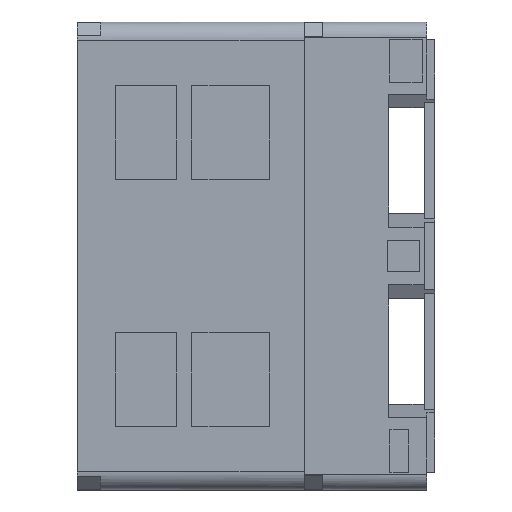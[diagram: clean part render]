
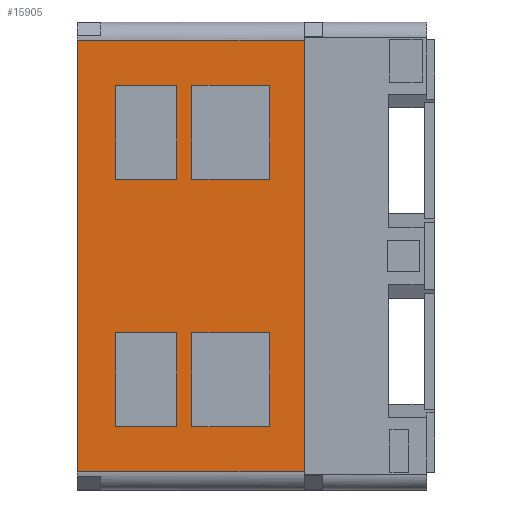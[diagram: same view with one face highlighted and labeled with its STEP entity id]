
A CAD part, left-side view. The second image highlights one B-rep face of the part: STEP entity #15905.
In plain terms, the highlighted face is planar.
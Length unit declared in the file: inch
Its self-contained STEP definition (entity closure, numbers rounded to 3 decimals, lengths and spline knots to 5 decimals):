
#14613=DIRECTION('',(0.,0.,-1.));
#14614=VECTOR('',#14613,41.);
#14615=CARTESIAN_POINT('',(0.,0.,20.5));
#14616=LINE('',#14615,#14614);
#14851=DIRECTION('',(0.,1.,0.));
#14852=VECTOR('',#14851,21.58);
#14853=CARTESIAN_POINT('',(0.,0.,-20.5));
#14854=LINE('',#14853,#14852);
#14918=DIRECTION('',(0.,0.,-1.));
#14919=VECTOR('',#14918,41.);
#14920=CARTESIAN_POINT('',(0.,21.58,20.5));
#14921=LINE('',#14920,#14919);
#14944=DIRECTION('',(0.,1.,0.));
#14945=VECTOR('',#14944,21.58);
#14946=CARTESIAN_POINT('',(0.,0.,20.5));
#14947=LINE('',#14946,#14945);
#14948=DIRECTION('',(0.,1.,0.));
#14949=VECTOR('',#14948,5.813);
#14950=CARTESIAN_POINT('',(0.,12.13,7.282));
#14951=LINE('',#14950,#14949);
#14952=DIRECTION('',(0.,0.,1.));
#14953=VECTOR('',#14952,8.936);
#14954=CARTESIAN_POINT('',(0.,17.943,7.282));
#14955=LINE('',#14954,#14953);
#14956=DIRECTION('',(0.,-1.,0.));
#14957=VECTOR('',#14956,5.813);
#14958=CARTESIAN_POINT('',(0.,17.943,16.218));
#14959=LINE('',#14958,#14957);
#14960=DIRECTION('',(0.,0.,-1.));
#14961=VECTOR('',#14960,8.936);
#14962=CARTESIAN_POINT('',(0.,12.13,16.218));
#14963=LINE('',#14962,#14961);
#14964=DIRECTION('',(0.,0.,-1.));
#14965=VECTOR('',#14964,8.936);
#14966=CARTESIAN_POINT('',(0.,3.28,16.218));
#14967=LINE('',#14966,#14965);
#14968=DIRECTION('',(0.,1.,0.));
#14969=VECTOR('',#14968,7.416);
#14970=CARTESIAN_POINT('',(0.,3.28,7.282));
#14971=LINE('',#14970,#14969);
#14972=DIRECTION('',(0.,0.,1.));
#14973=VECTOR('',#14972,8.936);
#14974=CARTESIAN_POINT('',(0.,10.696,7.282));
#14975=LINE('',#14974,#14973);
#14976=DIRECTION('',(0.,-1.,0.));
#14977=VECTOR('',#14976,7.416);
#14978=CARTESIAN_POINT('',(0.,10.696,16.218));
#14979=LINE('',#14978,#14977);
#14980=DIRECTION('',(0.,0.,-1.));
#14981=VECTOR('',#14980,8.936);
#14982=CARTESIAN_POINT('',(0.,12.13,-7.282));
#14983=LINE('',#14982,#14981);
#14984=DIRECTION('',(0.,1.,0.));
#14985=VECTOR('',#14984,5.813);
#14986=CARTESIAN_POINT('',(0.,12.13,-16.218));
#14987=LINE('',#14986,#14985);
#14988=DIRECTION('',(0.,0.,1.));
#14989=VECTOR('',#14988,8.936);
#14990=CARTESIAN_POINT('',(0.,17.943,-16.218));
#14991=LINE('',#14990,#14989);
#14992=DIRECTION('',(0.,-1.,0.));
#14993=VECTOR('',#14992,5.813);
#14994=CARTESIAN_POINT('',(0.,17.943,-7.282));
#14995=LINE('',#14994,#14993);
#14996=DIRECTION('',(0.,1.,0.));
#14997=VECTOR('',#14996,7.416);
#14998=CARTESIAN_POINT('',(0.,3.28,-16.218));
#14999=LINE('',#14998,#14997);
#15000=DIRECTION('',(0.,0.,1.));
#15001=VECTOR('',#15000,8.936);
#15002=CARTESIAN_POINT('',(0.,10.696,-16.218));
#15003=LINE('',#15002,#15001);
#15004=DIRECTION('',(0.,-1.,0.));
#15005=VECTOR('',#15004,7.416);
#15006=CARTESIAN_POINT('',(0.,10.696,-7.282));
#15007=LINE('',#15006,#15005);
#15008=DIRECTION('',(0.,0.,-1.));
#15009=VECTOR('',#15008,8.936);
#15010=CARTESIAN_POINT('',(0.,3.28,-7.282));
#15011=LINE('',#15010,#15009);
#15152=CARTESIAN_POINT('',(0.,0.,-20.5));
#15154=VERTEX_POINT('',#15152);
#15170=CARTESIAN_POINT('',(0.,0.,20.5));
#15171=VERTEX_POINT('',#15170);
#15188=CARTESIAN_POINT('',(0.,21.58,20.5));
#15189=CARTESIAN_POINT('',(0.,21.58,-20.5));
#15190=VERTEX_POINT('',#15188);
#15191=VERTEX_POINT('',#15189);
#15240=CARTESIAN_POINT('',(0.,12.13,7.282));
#15241=CARTESIAN_POINT('',(0.,17.943,7.282));
#15242=VERTEX_POINT('',#15240);
#15243=VERTEX_POINT('',#15241);
#15244=CARTESIAN_POINT('',(0.,17.943,16.218));
#15245=VERTEX_POINT('',#15244);
#15246=CARTESIAN_POINT('',(0.,12.13,16.218));
#15247=VERTEX_POINT('',#15246);
#15248=CARTESIAN_POINT('',(0.,3.28,16.218));
#15249=CARTESIAN_POINT('',(0.,3.28,7.282));
#15250=VERTEX_POINT('',#15248);
#15251=VERTEX_POINT('',#15249);
#15252=CARTESIAN_POINT('',(0.,10.696,7.282));
#15253=VERTEX_POINT('',#15252);
#15254=CARTESIAN_POINT('',(0.,10.696,16.218));
#15255=VERTEX_POINT('',#15254);
#15256=CARTESIAN_POINT('',(0.,12.13,-7.282));
#15257=CARTESIAN_POINT('',(0.,12.13,-16.218));
#15258=VERTEX_POINT('',#15256);
#15259=VERTEX_POINT('',#15257);
#15260=CARTESIAN_POINT('',(0.,17.943,-16.218));
#15261=VERTEX_POINT('',#15260);
#15262=CARTESIAN_POINT('',(0.,17.943,-7.282));
#15263=VERTEX_POINT('',#15262);
#15264=CARTESIAN_POINT('',(0.,3.28,-16.218));
#15265=CARTESIAN_POINT('',(0.,10.696,-16.218));
#15266=VERTEX_POINT('',#15264);
#15267=VERTEX_POINT('',#15265);
#15268=CARTESIAN_POINT('',(0.,10.696,-7.282));
#15269=VERTEX_POINT('',#15268);
#15270=CARTESIAN_POINT('',(0.,3.28,-7.282));
#15271=VERTEX_POINT('',#15270);
#15854=CARTESIAN_POINT('',(0.,0.,20.5));
#15855=DIRECTION('',(1.,0.,0.));
#15856=DIRECTION('',(0.,0.,-1.));
#15857=AXIS2_PLACEMENT_3D('',#15854,#15855,#15856);
#15858=PLANE('',#15857);
#15859=ORIENTED_EDGE('',*,*,#15379,.F.);
#15860=ORIENTED_EDGE('',*,*,#15844,.T.);
#15861=ORIENTED_EDGE('',*,*,#15815,.T.);
#15862=ORIENTED_EDGE('',*,*,#15748,.F.);
#15863=EDGE_LOOP('',(#15859,#15860,#15861,#15862));
#15864=FACE_OUTER_BOUND('',#15863,.F.);
#15866=ORIENTED_EDGE('',*,*,#15865,.T.);
#15868=ORIENTED_EDGE('',*,*,#15867,.T.);
#15870=ORIENTED_EDGE('',*,*,#15869,.T.);
#15872=ORIENTED_EDGE('',*,*,#15871,.T.);
#15873=EDGE_LOOP('',(#15866,#15868,#15870,#15872));
#15874=FACE_BOUND('',#15873,.F.);
#15876=ORIENTED_EDGE('',*,*,#15875,.T.);
#15878=ORIENTED_EDGE('',*,*,#15877,.T.);
#15880=ORIENTED_EDGE('',*,*,#15879,.T.);
#15882=ORIENTED_EDGE('',*,*,#15881,.T.);
#15883=EDGE_LOOP('',(#15876,#15878,#15880,#15882));
#15884=FACE_BOUND('',#15883,.F.);
#15886=ORIENTED_EDGE('',*,*,#15885,.T.);
#15888=ORIENTED_EDGE('',*,*,#15887,.T.);
#15890=ORIENTED_EDGE('',*,*,#15889,.T.);
#15892=ORIENTED_EDGE('',*,*,#15891,.T.);
#15893=EDGE_LOOP('',(#15886,#15888,#15890,#15892));
#15894=FACE_BOUND('',#15893,.F.);
#15896=ORIENTED_EDGE('',*,*,#15895,.T.);
#15898=ORIENTED_EDGE('',*,*,#15897,.T.);
#15900=ORIENTED_EDGE('',*,*,#15899,.T.);
#15902=ORIENTED_EDGE('',*,*,#15901,.T.);
#15903=EDGE_LOOP('',(#15896,#15898,#15900,#15902));
#15904=FACE_BOUND('',#15903,.F.);
#15905=ADVANCED_FACE('',(#15864,#15874,#15884,#15894,#15904),#15858,.T.);
#15379=EDGE_CURVE('',#15171,#15154,#14616,.T.);
#15748=EDGE_CURVE('',#15154,#15191,#14854,.T.);
#15815=EDGE_CURVE('',#15190,#15191,#14921,.T.);
#15844=EDGE_CURVE('',#15171,#15190,#14947,.T.);
#15865=EDGE_CURVE('',#15242,#15243,#14951,.T.);
#15867=EDGE_CURVE('',#15243,#15245,#14955,.T.);
#15869=EDGE_CURVE('',#15245,#15247,#14959,.T.);
#15871=EDGE_CURVE('',#15247,#15242,#14963,.T.);
#15875=EDGE_CURVE('',#15250,#15251,#14967,.T.);
#15877=EDGE_CURVE('',#15251,#15253,#14971,.T.);
#15879=EDGE_CURVE('',#15253,#15255,#14975,.T.);
#15881=EDGE_CURVE('',#15255,#15250,#14979,.T.);
#15885=EDGE_CURVE('',#15258,#15259,#14983,.T.);
#15887=EDGE_CURVE('',#15259,#15261,#14987,.T.);
#15889=EDGE_CURVE('',#15261,#15263,#14991,.T.);
#15891=EDGE_CURVE('',#15263,#15258,#14995,.T.);
#15895=EDGE_CURVE('',#15266,#15267,#14999,.T.);
#15897=EDGE_CURVE('',#15267,#15269,#15003,.T.);
#15899=EDGE_CURVE('',#15269,#15271,#15007,.T.);
#15901=EDGE_CURVE('',#15271,#15266,#15011,.T.);
